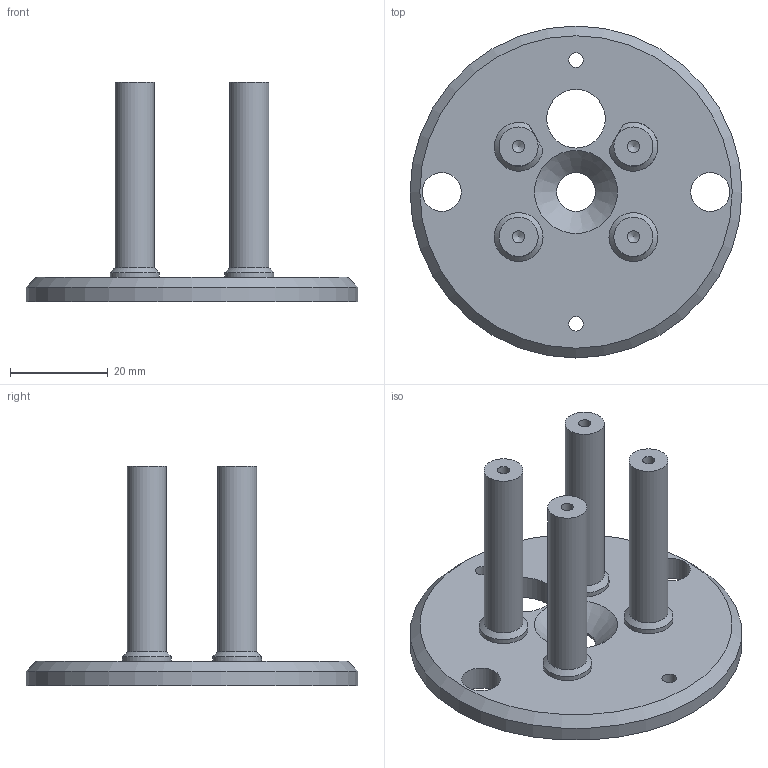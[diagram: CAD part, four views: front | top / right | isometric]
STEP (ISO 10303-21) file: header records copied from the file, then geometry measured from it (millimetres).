
FILE_DESCRIPTION(/* description */ (''),/* implementation_level */ '2;1');
FILE_NAME(/* name */ 'WeatherLox-Air-Adapter.step',/* time_stamp */ '2026-01-02T07:58:01+01:00',/* author */ (''),/* organization */ (''),/* preprocessor_version */ 'ST-DEVELOPER v20.1',/* originating_system */ 'Autodesk Translation Framework v14.21.0.0',/* authorisation */ '');
FILE_SCHEMA (('AUTOMOTIVE_DESIGN { 1 0 10303 214 3 1 1 }'));
Length unit declared in the file: millimetre
Products named in the file (1): Gehäuse_Air_Modul
Bounding box: 68 x 68 x 45 mm (x, y, z)
Volume: 24087.4 mm3; surface area: 12254 mm2
Topology: 1 solids, 1 shells, 39 faces, 85 edges, 52 vertices
Faces by surface type: cylinder 19, cone 12, plane 8
Full cylindrical faces by diameter (mm): 2.5 x4, 3 x2, 8 x7, 10 x2, 12 x1, 68 x1
Entity records: 1104 total; most frequent: DIRECTION 201, CARTESIAN_POINT 179, ORIENTED_EDGE 162, AXIS2_PLACEMENT_3D 83, EDGE_CURVE 81, EDGE_LOOP 59, VERTEX_POINT 52, CIRCLE 43
